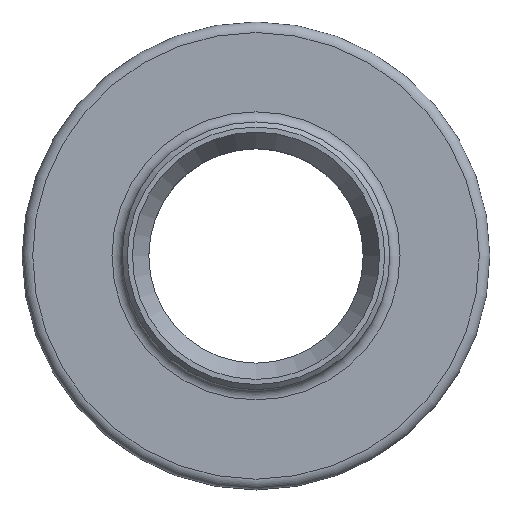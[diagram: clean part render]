
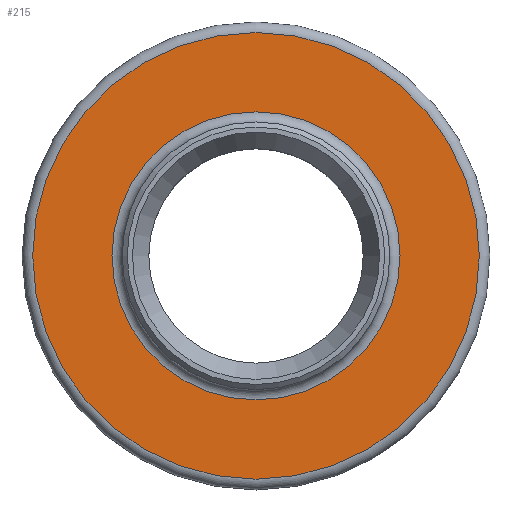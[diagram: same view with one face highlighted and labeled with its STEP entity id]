
A CAD part, top view. The second image highlights one B-rep face of the part: STEP entity #215.
In plain terms, the highlighted planar face has unit normal (0, 0, 1).
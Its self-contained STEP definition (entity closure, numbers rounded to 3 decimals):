
#33=PLANE('',#262);
#64=ORIENTED_EDGE('',*,*,#86,.T.);
#65=ORIENTED_EDGE('',*,*,#85,.F.);
#85=EDGE_CURVE('',#103,#103,#121,.T.);
#86=EDGE_CURVE('',#104,#104,#122,.T.);
#103=VERTEX_POINT('',#388);
#104=VERTEX_POINT('',#391);
#121=CIRCLE('',#261,63.5);
#122=CIRCLE('',#263,40.95);
#154=EDGE_LOOP('',(#64));
#155=EDGE_LOOP('',(#65));
#190=FACE_BOUND('',#154,.T.);
#191=FACE_BOUND('',#155,.T.);
#215=ADVANCED_FACE('',(#190,#191),#33,.T.);
#261=AXIS2_PLACEMENT_3D('',#387,#329,#330);
#262=AXIS2_PLACEMENT_3D('',#389,#331,#332);
#263=AXIS2_PLACEMENT_3D('',#390,#333,#334);
#329=DIRECTION('',(0.,0.,-1.));
#330=DIRECTION('',(-1.,0.,0.));
#331=DIRECTION('',(0.,0.,1.));
#332=DIRECTION('',(1.,0.,0.));
#333=DIRECTION('',(0.,0.,-1.));
#334=DIRECTION('',(-1.,0.,0.));
#387=CARTESIAN_POINT('',(0.,0.,-11.667));
#388=CARTESIAN_POINT('',(-63.5,0.,-11.667));
#389=CARTESIAN_POINT('',(0.,63.5,-11.667));
#390=CARTESIAN_POINT('',(0.,0.,-11.667));
#391=CARTESIAN_POINT('',(-40.95,0.,-11.667));
